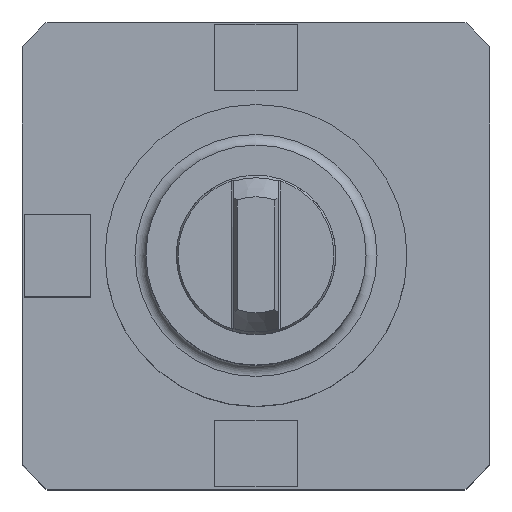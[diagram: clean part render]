
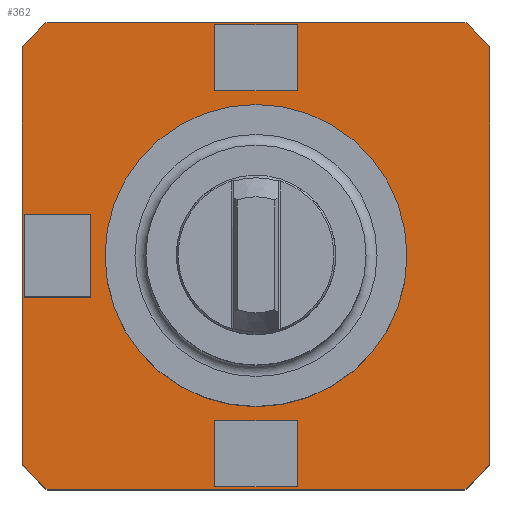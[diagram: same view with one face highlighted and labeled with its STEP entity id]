
A CAD part, top view. The second image highlights one B-rep face of the part: STEP entity #362.
In plain terms, the highlighted planar face has unit normal (0, 0, 1).
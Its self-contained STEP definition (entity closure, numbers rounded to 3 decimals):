
#209=LINE('',#1775,#279);
#214=LINE('',#1802,#284);
#218=LINE('',#1814,#288);
#223=LINE('',#1832,#293);
#225=LINE('',#1845,#295);
#226=LINE('',#1848,#296);
#227=LINE('',#1850,#297);
#228=LINE('',#1852,#298);
#229=LINE('',#1853,#299);
#230=LINE('',#1856,#300);
#231=LINE('',#1858,#301);
#232=LINE('',#1860,#302);
#233=LINE('',#1861,#303);
#234=LINE('',#1864,#304);
#235=LINE('',#1866,#305);
#236=LINE('',#1868,#306);
#279=VECTOR('',#1341,1.0);
#284=VECTOR('',#1376,1.0);
#288=VECTOR('',#1388,1.0);
#293=VECTOR('',#1407,1.0);
#295=VECTOR('',#1423,1.0);
#296=VECTOR('',#1424,1.0);
#297=VECTOR('',#1425,1.0);
#298=VECTOR('',#1426,1.0);
#299=VECTOR('',#1427,1.0);
#300=VECTOR('',#1428,1.0);
#301=VECTOR('',#1429,1.0);
#302=VECTOR('',#1430,1.0);
#303=VECTOR('',#1431,1.0);
#304=VECTOR('',#1432,1.0);
#305=VECTOR('',#1433,1.0);
#306=VECTOR('',#1434,1.0);
#362=ADVANCED_FACE('',(#454,#455,#456,#457,#458),#415,.T.);
#415=PLANE('',#1211);
#454=FACE_BOUND('',#528,.T.);
#455=FACE_BOUND('',#529,.T.);
#456=FACE_BOUND('',#530,.T.);
#457=FACE_BOUND('',#531,.T.);
#458=FACE_BOUND('',#532,.T.);
#528=EDGE_LOOP('',(#723));
#529=EDGE_LOOP('',(#724,#725,#726,#727,#728,#729,#730,#731));
#530=EDGE_LOOP('',(#732,#733,#734,#735));
#531=EDGE_LOOP('',(#736,#737,#738,#739));
#532=EDGE_LOOP('',(#740,#741,#742,#743));
#723=ORIENTED_EDGE('',*,*,#1041,.T.);
#724=ORIENTED_EDGE('',*,*,#1009,.T.);
#725=ORIENTED_EDGE('',*,*,#1018,.T.);
#726=ORIENTED_EDGE('',*,*,#1021,.T.);
#727=ORIENTED_EDGE('',*,*,#1024,.T.);
#728=ORIENTED_EDGE('',*,*,#1027,.T.);
#729=ORIENTED_EDGE('',*,*,#1030,.T.);
#730=ORIENTED_EDGE('',*,*,#1036,.T.);
#731=ORIENTED_EDGE('',*,*,#1033,.T.);
#732=ORIENTED_EDGE('',*,*,#1042,.T.);
#733=ORIENTED_EDGE('',*,*,#1043,.T.);
#734=ORIENTED_EDGE('',*,*,#1044,.T.);
#735=ORIENTED_EDGE('',*,*,#1045,.T.);
#736=ORIENTED_EDGE('',*,*,#1046,.T.);
#737=ORIENTED_EDGE('',*,*,#1047,.T.);
#738=ORIENTED_EDGE('',*,*,#1048,.T.);
#739=ORIENTED_EDGE('',*,*,#1049,.T.);
#740=ORIENTED_EDGE('',*,*,#1050,.F.);
#741=ORIENTED_EDGE('',*,*,#1051,.F.);
#742=ORIENTED_EDGE('',*,*,#1052,.F.);
#743=ORIENTED_EDGE('',*,*,#1053,.F.);
#900=VERTEX_POINT('',#1776);
#901=VERTEX_POINT('',#1777);
#905=VERTEX_POINT('',#1797);
#907=VERTEX_POINT('',#1803);
#909=VERTEX_POINT('',#1809);
#911=VERTEX_POINT('',#1815);
#913=VERTEX_POINT('',#1821);
#915=VERTEX_POINT('',#1827);
#920=VERTEX_POINT('',#1844);
#921=VERTEX_POINT('',#1846);
#922=VERTEX_POINT('',#1847);
#923=VERTEX_POINT('',#1849);
#924=VERTEX_POINT('',#1851);
#925=VERTEX_POINT('',#1854);
#926=VERTEX_POINT('',#1855);
#927=VERTEX_POINT('',#1857);
#928=VERTEX_POINT('',#1859);
#929=VERTEX_POINT('',#1862);
#930=VERTEX_POINT('',#1863);
#931=VERTEX_POINT('',#1865);
#932=VERTEX_POINT('',#1867);
#1009=EDGE_CURVE('',#900,#901,#209,.T.);
#1018=EDGE_CURVE('',#901,#905,#1120,.T.);
#1021=EDGE_CURVE('',#905,#907,#214,.T.);
#1024=EDGE_CURVE('',#907,#909,#1122,.T.);
#1027=EDGE_CURVE('',#909,#911,#218,.T.);
#1030=EDGE_CURVE('',#911,#913,#1124,.T.);
#1033=EDGE_CURVE('',#915,#900,#1126,.T.);
#1036=EDGE_CURVE('',#913,#915,#223,.T.);
#1041=EDGE_CURVE('',#920,#920,#1131,.T.);
#1042=EDGE_CURVE('',#921,#922,#225,.T.);
#1043=EDGE_CURVE('',#922,#923,#226,.T.);
#1044=EDGE_CURVE('',#923,#924,#227,.T.);
#1045=EDGE_CURVE('',#924,#921,#228,.T.);
#1046=EDGE_CURVE('',#925,#926,#229,.T.);
#1047=EDGE_CURVE('',#926,#927,#230,.T.);
#1048=EDGE_CURVE('',#927,#928,#231,.T.);
#1049=EDGE_CURVE('',#928,#925,#232,.T.);
#1050=EDGE_CURVE('',#929,#930,#233,.T.);
#1051=EDGE_CURVE('',#931,#929,#234,.T.);
#1052=EDGE_CURVE('',#932,#931,#235,.T.);
#1053=EDGE_CURVE('',#930,#932,#236,.T.);
#1120=CIRCLE('',#1190,57.0);
#1122=CIRCLE('',#1194,57.0);
#1124=CIRCLE('',#1198,57.0);
#1126=CIRCLE('',#1201,57.0);
#1131=CIRCLE('',#1210,27.45);
#1190=AXIS2_PLACEMENT_3D('',#1796,#1369,#1370);
#1194=AXIS2_PLACEMENT_3D('',#1808,#1381,#1382);
#1198=AXIS2_PLACEMENT_3D('',#1820,#1393,#1394);
#1201=AXIS2_PLACEMENT_3D('',#1826,#1400,#1401);
#1210=AXIS2_PLACEMENT_3D('',#1843,#1421,#1422);
#1211=AXIS2_PLACEMENT_3D('',#1869,#1435,#1436);
#1341=DIRECTION('',(-1.0,0.0,0.0));
#1369=DIRECTION('',(0.0,0.0,1.0));
#1370=DIRECTION('',(1.0,0.0,0.0));
#1376=DIRECTION('',(0.0,-1.0,0.0));
#1381=DIRECTION('',(0.0,0.0,1.0));
#1382=DIRECTION('',(1.0,0.0,0.0));
#1388=DIRECTION('',(1.0,0.0,0.0));
#1393=DIRECTION('',(0.0,0.0,1.0));
#1394=DIRECTION('',(1.0,0.0,0.0));
#1400=DIRECTION('',(0.0,0.0,1.0));
#1401=DIRECTION('',(1.0,0.0,0.0));
#1407=DIRECTION('',(0.0,1.0,0.0));
#1421=DIRECTION('',(0.0,0.0,-1.0));
#1422=DIRECTION('',(-1.0,0.0,0.0));
#1423=DIRECTION('',(0.0,-1.0,0.0));
#1424=DIRECTION('',(-1.0,0.0,0.0));
#1425=DIRECTION('',(0.0,1.0,0.0));
#1426=DIRECTION('',(1.0,0.0,0.0));
#1427=DIRECTION('',(0.0,-1.0,0.0));
#1428=DIRECTION('',(-1.0,0.0,0.0));
#1429=DIRECTION('',(0.0,1.0,0.0));
#1430=DIRECTION('',(1.0,0.0,0.0));
#1431=DIRECTION('',(1.0,0.0,0.0));
#1432=DIRECTION('',(0.0,-1.0,0.0));
#1433=DIRECTION('',(-1.0,0.0,0.0));
#1434=DIRECTION('',(0.0,1.0,0.0));
#1435=DIRECTION('',(0.0,0.0,1.0));
#1436=DIRECTION('',(-1.0,0.0,0.0));
#1775=CARTESIAN_POINT('',(37.984,42.5,0.0));
#1776=CARTESIAN_POINT('',(37.984,42.5,0.0));
#1777=CARTESIAN_POINT('',(-37.984,42.5,0.0));
#1796=CARTESIAN_POINT('',(0.,0.,0.0));
#1797=CARTESIAN_POINT('',(-42.5,37.984,0.0));
#1802=CARTESIAN_POINT('',(-42.5,-37.984,0.0));
#1803=CARTESIAN_POINT('',(-42.5,-37.984,0.0));
#1808=CARTESIAN_POINT('',(0.,0.,0.0));
#1809=CARTESIAN_POINT('',(-37.984,-42.5,0.0));
#1814=CARTESIAN_POINT('',(-37.984,-42.5,0.0));
#1815=CARTESIAN_POINT('',(37.984,-42.5,0.0));
#1820=CARTESIAN_POINT('',(0.,0.,0.0));
#1821=CARTESIAN_POINT('',(42.5,-37.984,0.0));
#1826=CARTESIAN_POINT('',(0.,0.,0.0));
#1827=CARTESIAN_POINT('',(42.5,37.984,0.0));
#1832=CARTESIAN_POINT('',(42.5,-37.984,0.0));
#1843=CARTESIAN_POINT('',(0.0,0.0,0.0));
#1844=CARTESIAN_POINT('',(-27.45,0.0,0.0));
#1845=CARTESIAN_POINT('',(7.5,-42.0,0.0));
#1846=CARTESIAN_POINT('',(7.5,-30.0,0.0));
#1847=CARTESIAN_POINT('',(7.5,-42.0,0.0));
#1848=CARTESIAN_POINT('',(7.5,-42.0,0.0));
#1849=CARTESIAN_POINT('',(-7.5,-42.0,0.0));
#1850=CARTESIAN_POINT('',(-7.5,-30.0,0.0));
#1851=CARTESIAN_POINT('',(-7.5,-30.0,0.0));
#1852=CARTESIAN_POINT('',(-7.5,-30.0,0.0));
#1853=CARTESIAN_POINT('',(-30.0,-7.5,0.0));
#1854=CARTESIAN_POINT('',(-30.0,7.5,0.0));
#1855=CARTESIAN_POINT('',(-30.0,-7.5,0.0));
#1856=CARTESIAN_POINT('',(-30.0,-7.5,0.0));
#1857=CARTESIAN_POINT('',(-42.0,-7.5,0.0));
#1858=CARTESIAN_POINT('',(-42.0,-7.5,0.0));
#1859=CARTESIAN_POINT('',(-42.0,7.5,0.0));
#1860=CARTESIAN_POINT('',(-30.0,7.5,0.0));
#1861=CARTESIAN_POINT('',(-7.5,30.0,0.0));
#1862=CARTESIAN_POINT('',(-7.5,30.0,0.0));
#1863=CARTESIAN_POINT('',(7.5,30.0,0.0));
#1864=CARTESIAN_POINT('',(-7.5,42.0,0.0));
#1865=CARTESIAN_POINT('',(-7.5,42.0,0.0));
#1866=CARTESIAN_POINT('',(-7.5,42.0,0.0));
#1867=CARTESIAN_POINT('',(7.5,42.0,0.0));
#1868=CARTESIAN_POINT('',(7.5,30.0,0.0));
#1869=CARTESIAN_POINT('',(0.,0.,0.0));
